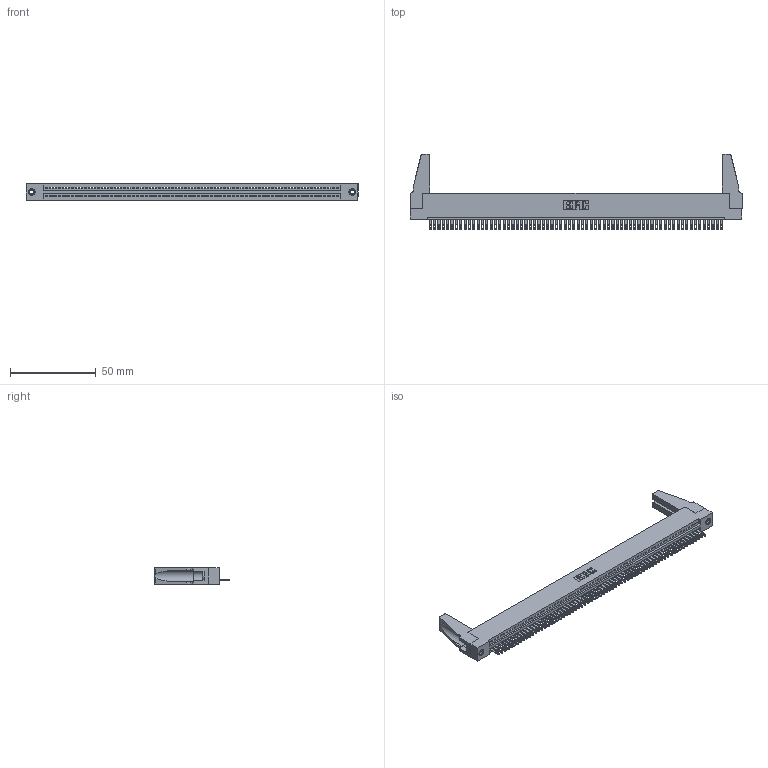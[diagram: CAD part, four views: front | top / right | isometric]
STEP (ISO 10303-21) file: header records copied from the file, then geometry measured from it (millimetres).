
FILE_DESCRIPTION (( 'STEP AP203' ), '1' );
FILE_NAME ('345-068-500-188.STEP', '2019-10-12T03:55:13', ( '' ), ( '' ), 'SwSTEP 2.0', 'SolidWorks 2016', '' );
FILE_SCHEMA (( 'CONFIG_CONTROL_DESIGN' ));
Length unit declared in the file: inch
Products named in the file (5): 345 Part_Flush Mounting Lugs - 0.156 Dia-TH; 345-250-001_345-250-001-102; 345-220-078_345-220-088; 345-068-500-188; 345-292-001_345-293-100
Assembly tree (73 placements, depth 2):
  345-068-500-188
    345 Part_Flush Mounting Lugs - 0.156 Dia-TH
    345-292-001_345-293-100  x68
    345-250-001_345-250-001-102  x2
    345-220-078_345-220-088  x2
Bounding box: 193.95 x 44.37 x 9.4 mm (x, y, z)
Volume: 21929.6 mm3; surface area: 28455.5 mm2
Topology: 73 solids, 73 shells, 3922 faces, 12079 edges, 8042 vertices
Faces by surface type: plane 2464, cylinder 1442, cone 12, torus 4
Entity records: 49756 total; most frequent: CARTESIAN_POINT 8606, ORIENTED_EDGE 8568, DIRECTION 7488, EDGE_CURVE 4284, VECTOR 3834, LINE 3834, VERTEX_POINT 2850, AXIS2_PLACEMENT_3D 1827
